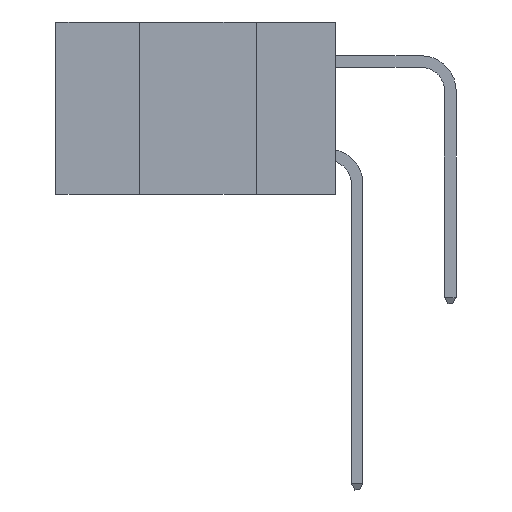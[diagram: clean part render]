
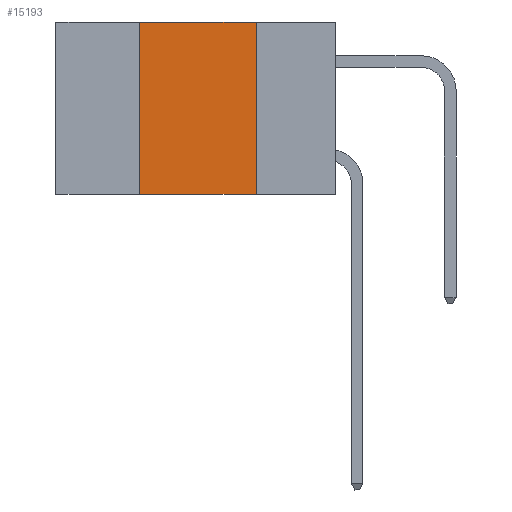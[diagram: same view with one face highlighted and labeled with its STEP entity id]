
A CAD part, left-side view. The second image highlights one B-rep face of the part: STEP entity #15193.
In plain terms, the highlighted planar face has unit normal (-1, 0, 0).
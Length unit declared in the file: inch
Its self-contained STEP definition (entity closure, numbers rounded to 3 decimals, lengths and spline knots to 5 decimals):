
#438 = EDGE_CURVE ( 'NONE', #11613, #14735, #12841, .T. ) ;
#1076 = CARTESIAN_POINT ( 'NONE',  ( 0., 0.17, 0. ) ) ;
#1489 = EDGE_LOOP ( 'NONE', ( #17426, #7747, #13117, #16588 ) ) ;
#1590 = CARTESIAN_POINT ( 'NONE',  ( 0., 0.17, -0.37 ) ) ;
#1688 = CARTESIAN_POINT ( 'NONE',  ( 0., 0.6, 0. ) ) ;
#1855 = VECTOR ( 'NONE', #10636, 39.37008 ) ;
#2682 = DIRECTION ( 'NONE',  ( 0., 0., -1. ) ) ;
#3408 = AXIS2_PLACEMENT_3D ( 'NONE', #1688, #5856, #7366 ) ;
#4016 = CARTESIAN_POINT ( 'NONE',  ( 0., 0.6, -0.37 ) ) ;
#4551 = EDGE_CURVE ( 'NONE', #14735, #4768, #13041, .T. ) ;
#4768 = VERTEX_POINT ( 'NONE', #1590 ) ;
#5856 = DIRECTION ( 'NONE',  ( 1., 0., 0. ) ) ;
#6808 = VECTOR ( 'NONE', #13550, 39.37008 ) ;
#7099 = EDGE_CURVE ( 'NONE', #12963, #4768, #17731, .T. ) ;
#7366 = DIRECTION ( 'NONE',  ( 0., 0., -1. ) ) ;
#7747 = ORIENTED_EDGE ( 'NONE', *, *, #438, .F. ) ;
#8164 = CARTESIAN_POINT ( 'NONE',  ( 0., 0.17, 0. ) ) ;
#8321 = EDGE_CURVE ( 'NONE', #12963, #11613, #15294, .T. ) ;
#8615 = CARTESIAN_POINT ( 'NONE',  ( 0., 0.6, 0. ) ) ;
#9780 = CARTESIAN_POINT ( 'NONE',  ( 0., 0.42, 0. ) ) ;
#9876 = DIRECTION ( 'NONE',  ( 0., 0., 1. ) ) ;
#10636 = DIRECTION ( 'NONE',  ( 0., -1., 0. ) ) ;
#11613 = VERTEX_POINT ( 'NONE', #9780 ) ;
#11972 = FACE_OUTER_BOUND ( 'NONE', #1489, .T. ) ;
#12841 = LINE ( 'NONE', #8615, #1855 ) ;
#12963 = VERTEX_POINT ( 'NONE', #15089 ) ;
#13041 = LINE ( 'NONE', #1076, #16294 ) ;
#13117 = ORIENTED_EDGE ( 'NONE', *, *, #8321, .F. ) ;
#13550 = DIRECTION ( 'NONE',  ( 0., -1., 0. ) ) ;
#14119 = CARTESIAN_POINT ( 'NONE',  ( 0., 0.42, 0. ) ) ;
#14670 = VECTOR ( 'NONE', #9876, 39.37008 ) ;
#14735 = VERTEX_POINT ( 'NONE', #8164 ) ;
#15089 = CARTESIAN_POINT ( 'NONE',  ( 0., 0.42, -0.37 ) ) ;
#15193 = ADVANCED_FACE ( 'NONE', ( #11972 ), #15551, .F. ) ;
#15294 = LINE ( 'NONE', #14119, #14670 ) ;
#15551 = PLANE ( 'NONE',  #3408 ) ;
#16294 = VECTOR ( 'NONE', #2682, 39.37008 ) ;
#16588 = ORIENTED_EDGE ( 'NONE', *, *, #7099, .T. ) ;
#17426 = ORIENTED_EDGE ( 'NONE', *, *, #4551, .F. ) ;
#17731 = LINE ( 'NONE', #4016, #6808 ) ;
